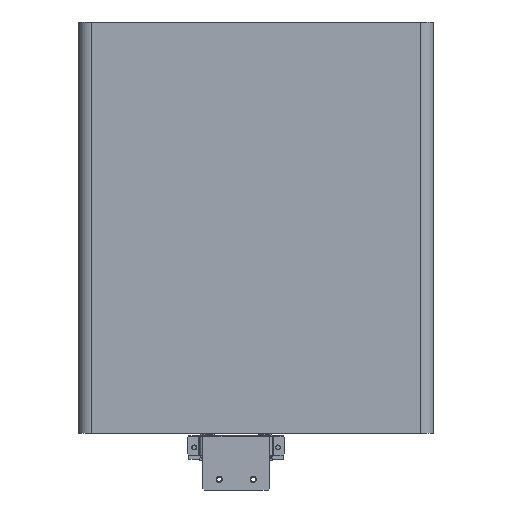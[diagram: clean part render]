
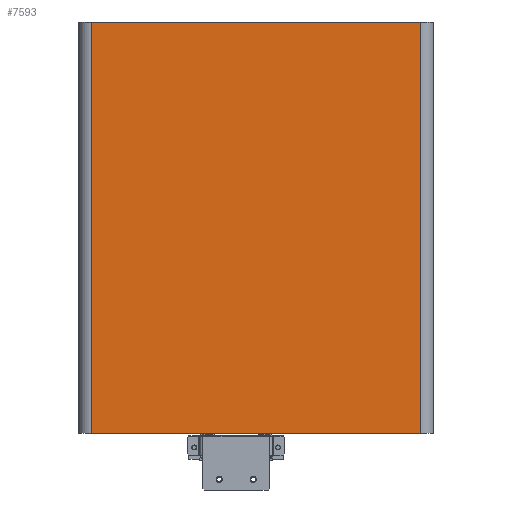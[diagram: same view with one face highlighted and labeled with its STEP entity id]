
A CAD part, front view. The second image highlights one B-rep face of the part: STEP entity #7593.
In plain terms, the highlighted planar face has unit normal (0, -1, 0).
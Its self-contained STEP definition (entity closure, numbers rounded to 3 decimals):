
#799 = CARTESIAN_POINT ( 'NONE',  ( -116., -50., -290. ) ) ;
#1067 = VECTOR ( 'NONE', #11451, 1000. ) ;
#1124 = VERTEX_POINT ( 'NONE', #3321 ) ;
#1424 = DIRECTION ( 'NONE',  ( 1., 0., 0. ) ) ;
#1695 = DIRECTION ( 'NONE',  ( 0., 0., -1. ) ) ;
#1945 = LINE ( 'NONE', #8174, #8458 ) ;
#2176 = AXIS2_PLACEMENT_3D ( 'NONE', #8502, #6743, #1424 ) ;
#2528 = EDGE_CURVE ( 'NONE', #1124, #10293, #9266, .T. ) ;
#3321 = CARTESIAN_POINT ( 'NONE',  ( -116., -50., 0. ) ) ;
#3368 = CARTESIAN_POINT ( 'NONE',  ( 116., -50., -290. ) ) ;
#3698 = LINE ( 'NONE', #7834, #1067 ) ;
#3760 = ORIENTED_EDGE ( 'NONE', *, *, #2528, .F. ) ;
#3997 = EDGE_CURVE ( 'NONE', #10293, #4521, #3698, .T. ) ;
#4521 = VERTEX_POINT ( 'NONE', #3368 ) ;
#4772 = ORIENTED_EDGE ( 'NONE', *, *, #7375, .T. ) ;
#4814 = CARTESIAN_POINT ( 'NONE',  ( 0., -50., 0. ) ) ;
#5671 = CARTESIAN_POINT ( 'NONE',  ( -116., -50., -290. ) ) ;
#6743 = DIRECTION ( 'NONE',  ( 0., -1., 0. ) ) ;
#6921 = EDGE_CURVE ( 'NONE', #1124, #10710, #10046, .T. ) ;
#7274 = DIRECTION ( 'NONE',  ( 1., 0., 0. ) ) ;
#7375 = EDGE_CURVE ( 'NONE', #10710, #4521, #1945, .T. ) ;
#7593 = ADVANCED_FACE ( 'NONE', ( #11357 ), #10324, .T. ) ;
#7642 = VECTOR ( 'NONE', #1695, 1000. ) ;
#7834 = CARTESIAN_POINT ( 'NONE',  ( 116., -50., -290. ) ) ;
#7874 = ORIENTED_EDGE ( 'NONE', *, *, #6921, .T. ) ;
#8174 = CARTESIAN_POINT ( 'NONE',  ( 0., -50., -290. ) ) ;
#8441 = ORIENTED_EDGE ( 'NONE', *, *, #3997, .F. ) ;
#8458 = VECTOR ( 'NONE', #7274, 1000. ) ;
#8502 = CARTESIAN_POINT ( 'NONE',  ( 125., -50., -290. ) ) ;
#9266 = LINE ( 'NONE', #4814, #9540 ) ;
#9489 = EDGE_LOOP ( 'NONE', ( #4772, #8441, #3760, #7874 ) ) ;
#9540 = VECTOR ( 'NONE', #11071, 1000. ) ;
#10046 = LINE ( 'NONE', #799, #7642 ) ;
#10293 = VERTEX_POINT ( 'NONE', #10929 ) ;
#10324 = PLANE ( 'NONE',  #2176 ) ;
#10710 = VERTEX_POINT ( 'NONE', #5671 ) ;
#10929 = CARTESIAN_POINT ( 'NONE',  ( 116., -50., 0. ) ) ;
#11071 = DIRECTION ( 'NONE',  ( 1., 0., 0. ) ) ;
#11357 = FACE_OUTER_BOUND ( 'NONE', #9489, .T. ) ;
#11451 = DIRECTION ( 'NONE',  ( 0., 0., -1. ) ) ;
